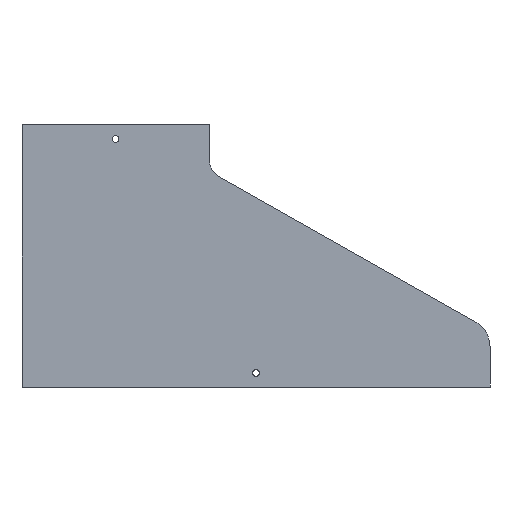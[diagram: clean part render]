
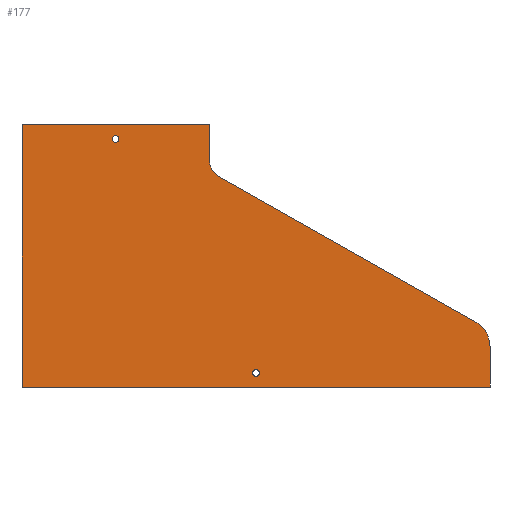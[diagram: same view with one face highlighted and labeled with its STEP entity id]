
A CAD part, front view. The second image highlights one B-rep face of the part: STEP entity #177.
In plain terms, the highlighted planar face has unit normal (0, -1, 0).
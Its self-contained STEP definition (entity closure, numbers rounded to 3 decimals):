
#6 = CARTESIAN_POINT ( 'NONE',  ( 250., 0., -268.5 ) ) ;
#41 = DIRECTION ( 'NONE',  ( 1., 0., 0. ) ) ;
#42 = CARTESIAN_POINT ( 'NONE',  ( -200., 0., 0. ) ) ;
#83 = DIRECTION ( 'NONE',  ( 0., 0., 1. ) ) ;
#85 = CARTESIAN_POINT ( 'NONE',  ( 200., 0., 0. ) ) ;
#136 = EDGE_CURVE ( 'NONE', #1779, #1779, #1434, .T. ) ;
#177 = ADVANCED_FACE ( 'NONE', ( #1469, #1476, #1471 ), #913, .F. ) ;
#213 = EDGE_CURVE ( 'NONE', #1782, #1782, #1537, .T. ) ;
#214 = EDGE_CURVE ( 'NONE', #391, #390, #1532, .T. ) ;
#267 = ORIENTED_EDGE ( 'NONE', *, *, #1059, .T. ) ;
#268 = ORIENTED_EDGE ( 'NONE', *, *, #960, .T. ) ;
#269 = ORIENTED_EDGE ( 'NONE', *, *, #959, .T. ) ;
#270 = ORIENTED_EDGE ( 'NONE', *, *, #958, .T. ) ;
#271 = ORIENTED_EDGE ( 'NONE', *, *, #1042, .T. ) ;
#272 = ORIENTED_EDGE ( 'NONE', *, *, #983, .F. ) ;
#273 = ORIENTED_EDGE ( 'NONE', *, *, #214, .F. ) ;
#274 = ORIENTED_EDGE ( 'NONE', *, *, #1091, .F. ) ;
#275 = ORIENTED_EDGE ( 'NONE', *, *, #213, .F. ) ;
#276 = ORIENTED_EDGE ( 'NONE', *, *, #136, .F. ) ;
#386 = VERTEX_POINT ( 'NONE', #644 ) ;
#387 = VERTEX_POINT ( 'NONE', #643 ) ;
#390 = VERTEX_POINT ( 'NONE', #648 ) ;
#391 = VERTEX_POINT ( 'NONE', #647 ) ;
#411 = VERTEX_POINT ( 'NONE', #666 ) ;
#415 = VERTEX_POINT ( 'NONE', #759 ) ;
#426 = VERTEX_POINT ( 'NONE', #761 ) ;
#441 = VERTEX_POINT ( 'NONE', #687 ) ;
#479 = DIRECTION ( 'NONE',  ( 0., 0., 1. ) ) ;
#481 = CARTESIAN_POINT ( 'NONE',  ( 500., 0., -236.655 ) ) ;
#540 = DIRECTION ( 'NONE',  ( -1., 0., 0. ) ) ;
#551 = CARTESIAN_POINT ( 'NONE',  ( -500., 0., -280. ) ) ;
#626 = DIRECTION ( 'NONE',  ( 0., 0., 1. ) ) ;
#630 = DIRECTION ( 'NONE',  ( 0., 0., 1. ) ) ;
#631 = DIRECTION ( 'NONE',  ( 0., 0., -1. ) ) ;
#643 = CARTESIAN_POINT ( 'NONE',  ( 484.79, 0., -210.554 ) ) ;
#644 = CARTESIAN_POINT ( 'NONE',  ( 210.14, 0., -54.919 ) ) ;
#647 = CARTESIAN_POINT ( 'NONE',  ( 0., 0., -280. ) ) ;
#648 = CARTESIAN_POINT ( 'NONE',  ( 0., 0., 0. ) ) ;
#666 = CARTESIAN_POINT ( 'NONE',  ( 500., 0., -236.655 ) ) ;
#687 = CARTESIAN_POINT ( 'NONE',  ( 200., 0., -37.518 ) ) ;
#700 = DIRECTION ( 'NONE',  ( 0., 0., 1. ) ) ;
#701 = DIRECTION ( 'NONE',  ( 0., 1., 0. ) ) ;
#702 = CARTESIAN_POINT ( 'NONE',  ( 220., 0., -37.518 ) ) ;
#704 = DIRECTION ( 'NONE',  ( -0.87, 0., 0.493 ) ) ;
#708 = CARTESIAN_POINT ( 'NONE',  ( 210.14, 0., -54.919 ) ) ;
#738 = CARTESIAN_POINT ( 'NONE',  ( 0., 0., 0. ) ) ;
#742 = CARTESIAN_POINT ( 'NONE',  ( 100., 0., -15. ) ) ;
#743 = DIRECTION ( 'NONE',  ( 0., -1., 0. ) ) ;
#759 = CARTESIAN_POINT ( 'NONE',  ( 200., 0., 0. ) ) ;
#761 = CARTESIAN_POINT ( 'NONE',  ( 500., 0., -280. ) ) ;
#769 = CARTESIAN_POINT ( 'NONE',  ( 470., 0., -236.655 ) ) ;
#770 = DIRECTION ( 'NONE',  ( 0., -1., 0. ) ) ;
#827 = DIRECTION ( 'NONE',  ( 0., 0., 1. ) ) ;
#833 = DIRECTION ( 'NONE',  ( 0., -1., 0. ) ) ;
#834 = CARTESIAN_POINT ( 'NONE',  ( 250., 0., -265. ) ) ;
#847 = DIRECTION ( 'NONE',  ( 0., 0., -1. ) ) ;
#891 = DIRECTION ( 'NONE',  ( 0., 1., 0. ) ) ;
#911 = CARTESIAN_POINT ( 'NONE',  ( -220., 0., -37.518 ) ) ;
#913 = PLANE ( 'NONE',  #1119 ) ;
#958 = EDGE_CURVE ( 'NONE', #411, #387, #1548, .T. ) ;
#959 = EDGE_CURVE ( 'NONE', #387, #386, #1535, .T. ) ;
#960 = EDGE_CURVE ( 'NONE', #386, #441, #1547, .T. ) ;
#983 = EDGE_CURVE ( 'NONE', #426, #391, #1582, .T. ) ;
#1042 = EDGE_CURVE ( 'NONE', #426, #411, #1678, .T. ) ;
#1059 = EDGE_CURVE ( 'NONE', #441, #415, #1706, .T. ) ;
#1091 = EDGE_CURVE ( 'NONE', #390, #415, #1760, .T. ) ;
#1101 = AXIS2_PLACEMENT_3D ( 'NONE', #834, #833, #847 ) ;
#1119 = AXIS2_PLACEMENT_3D ( 'NONE', #911, #891, #827 ) ;
#1152 = AXIS2_PLACEMENT_3D ( 'NONE', #742, #743, #631 ) ;
#1156 = AXIS2_PLACEMENT_3D ( 'NONE', #769, #770, #700 ) ;
#1157 = AXIS2_PLACEMENT_3D ( 'NONE', #702, #701, #626 ) ;
#1363 = EDGE_LOOP ( 'NONE', ( #275 ) ) ;
#1377 = EDGE_LOOP ( 'NONE', ( #276 ) ) ;
#1405 = EDGE_LOOP ( 'NONE', ( #274, #273, #272, #271, #270, #269, #268, #267 ) ) ;
#1434 = CIRCLE ( 'NONE', #1101, 3.5 ) ;
#1469 = FACE_BOUND ( 'NONE', #1377, .T. ) ;
#1471 = FACE_OUTER_BOUND ( 'NONE', #1405, .T. ) ;
#1476 = FACE_BOUND ( 'NONE', #1363, .T. ) ;
#1532 = LINE ( 'NONE', #738, #1541 ) ;
#1535 = LINE ( 'NONE', #708, #1539 ) ;
#1537 = CIRCLE ( 'NONE', #1152, 3.5 ) ;
#1539 = VECTOR ( 'NONE', #704, 1000. ) ;
#1541 = VECTOR ( 'NONE', #630, 1000. ) ;
#1547 = CIRCLE ( 'NONE', #1157, 20. ) ;
#1548 = CIRCLE ( 'NONE', #1156, 30. ) ;
#1582 = LINE ( 'NONE', #551, #1584 ) ;
#1584 = VECTOR ( 'NONE', #540, 1000. ) ;
#1678 = LINE ( 'NONE', #481, #1681 ) ;
#1681 = VECTOR ( 'NONE', #479, 1000. ) ;
#1706 = LINE ( 'NONE', #85, #1709 ) ;
#1709 = VECTOR ( 'NONE', #83, 1000. ) ;
#1760 = LINE ( 'NONE', #42, #1763 ) ;
#1763 = VECTOR ( 'NONE', #41, 1000. ) ;
#1779 = VERTEX_POINT ( 'NONE', #6 ) ;
#1782 = VERTEX_POINT ( 'NONE', #1827 ) ;
#1827 = CARTESIAN_POINT ( 'NONE',  ( 100., 0., -18.5 ) ) ;
